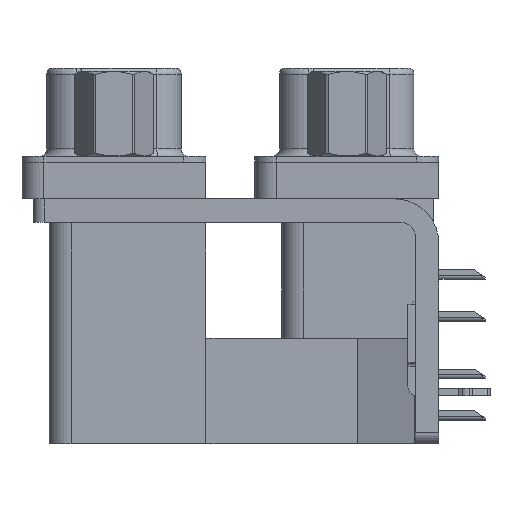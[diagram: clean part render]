
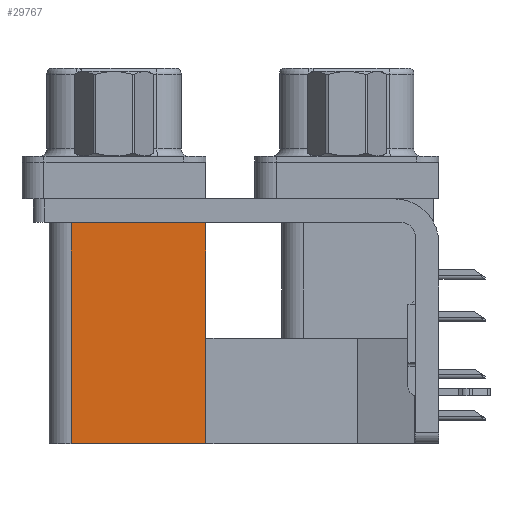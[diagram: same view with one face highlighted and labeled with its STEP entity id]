
A CAD part, left-side view. The second image highlights one B-rep face of the part: STEP entity #29767.
In plain terms, the highlighted planar face has unit normal (-1, 0, 0).
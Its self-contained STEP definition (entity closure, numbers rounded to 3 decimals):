
#1838 = DIRECTION ( 'NONE',  ( 0., 0., -1. ) ) ;
#4428 = CARTESIAN_POINT ( 'NONE',  ( 3.79, 18.8, -19.2 ) ) ;
#4520 = CARTESIAN_POINT ( 'NONE',  ( 3.79, 18.8, -19.2 ) ) ;
#4749 = VECTOR ( 'NONE', #29713, 1000. ) ;
#6272 = VERTEX_POINT ( 'NONE', #4428 ) ;
#7038 = CARTESIAN_POINT ( 'NONE',  ( 3.79, 9.6, -19.2 ) ) ;
#7405 = PLANE ( 'NONE',  #24152 ) ;
#7548 = EDGE_LOOP ( 'NONE', ( #19367, #24571, #11315, #10499 ) ) ;
#8387 = LINE ( 'NONE', #28403, #31389 ) ;
#9390 = DIRECTION ( 'NONE',  ( 1., 0., 0. ) ) ;
#9865 = EDGE_CURVE ( 'NONE', #14171, #13964, #8387, .T. ) ;
#10499 = ORIENTED_EDGE ( 'NONE', *, *, #12810, .T. ) ;
#11315 = ORIENTED_EDGE ( 'NONE', *, *, #20856, .F. ) ;
#11596 = DIRECTION ( 'NONE',  ( 0., 0., 1. ) ) ;
#12810 = EDGE_CURVE ( 'NONE', #21231, #14171, #14114, .T. ) ;
#13955 = CARTESIAN_POINT ( 'NONE',  ( 3.79, 9.6, -19.2 ) ) ;
#13964 = VERTEX_POINT ( 'NONE', #22747 ) ;
#14114 = LINE ( 'NONE', #13955, #16335 ) ;
#14171 = VERTEX_POINT ( 'NONE', #20927 ) ;
#14287 = VECTOR ( 'NONE', #11596, 1000. ) ;
#14619 = LINE ( 'NONE', #24619, #4749 ) ;
#16335 = VECTOR ( 'NONE', #26902, 1000. ) ;
#17414 = CARTESIAN_POINT ( 'NONE',  ( 3.79, 9.6, -19.2 ) ) ;
#19367 = ORIENTED_EDGE ( 'NONE', *, *, #9865, .T. ) ;
#20856 = EDGE_CURVE ( 'NONE', #21231, #6272, #14619, .T. ) ;
#20927 = CARTESIAN_POINT ( 'NONE',  ( 3.79, 9.6, -2.5 ) ) ;
#21231 = VERTEX_POINT ( 'NONE', #7038 ) ;
#22747 = CARTESIAN_POINT ( 'NONE',  ( 3.79, 18.8, -2.5 ) ) ;
#24037 = LINE ( 'NONE', #4520, #14287 ) ;
#24152 = AXIS2_PLACEMENT_3D ( 'NONE', #17414, #9390, #1838 ) ;
#24571 = ORIENTED_EDGE ( 'NONE', *, *, #31623, .F. ) ;
#24619 = CARTESIAN_POINT ( 'NONE',  ( 3.79, 9.6, -19.2 ) ) ;
#26902 = DIRECTION ( 'NONE',  ( 0., 0., 1. ) ) ;
#27257 = FACE_OUTER_BOUND ( 'NONE', #7548, .T. ) ;
#28403 = CARTESIAN_POINT ( 'NONE',  ( 3.79, 9.6, -2.5 ) ) ;
#29713 = DIRECTION ( 'NONE',  ( 0., 1., 0. ) ) ;
#29767 = ADVANCED_FACE ( 'NONE', ( #27257 ), #7405, .F. ) ;
#30712 = DIRECTION ( 'NONE',  ( 0., 1., 0. ) ) ;
#31389 = VECTOR ( 'NONE', #30712, 1000. ) ;
#31623 = EDGE_CURVE ( 'NONE', #6272, #13964, #24037, .T. ) ;
